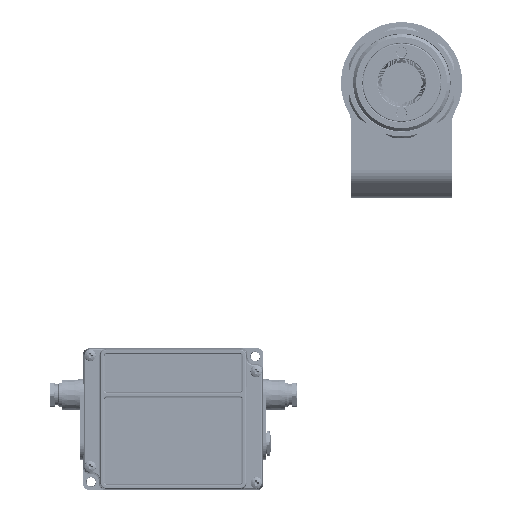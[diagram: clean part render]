
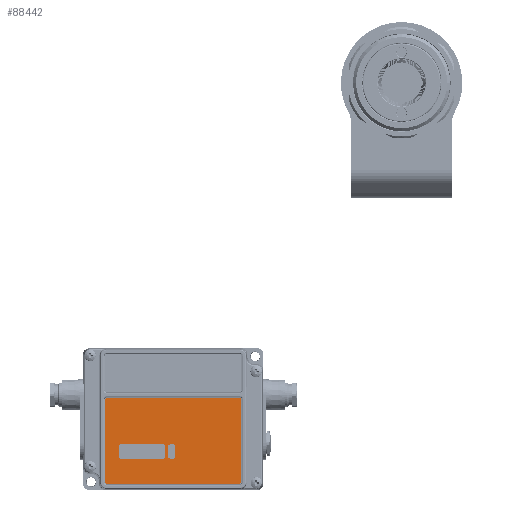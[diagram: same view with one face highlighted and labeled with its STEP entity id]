
A CAD part, top view. The second image highlights one B-rep face of the part: STEP entity #88442.
In plain terms, the highlighted planar face has unit normal (0, 0, 1).
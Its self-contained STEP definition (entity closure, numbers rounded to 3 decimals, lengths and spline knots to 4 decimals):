
#6447=LINE($,#155817,#12435);
#6448=LINE($,#155821,#12436);
#6449=LINE($,#155825,#12437);
#6450=LINE($,#155828,#12438);
#6451=LINE($,#155831,#12439);
#6452=LINE($,#155835,#12440);
#6453=LINE($,#155839,#12441);
#6454=LINE($,#155843,#12442);
#6455=LINE($,#155847,#12443);
#6456=LINE($,#155851,#12444);
#6457=LINE($,#155855,#12445);
#6458=LINE($,#155859,#12446);
#12435=VECTOR($,#120278,4.125);
#12436=VECTOR($,#120281,6.6);
#12437=VECTOR($,#120284,4.125);
#12438=VECTOR($,#120287,6.6);
#12439=VECTOR($,#120288,2.1);
#12440=VECTOR($,#120291,0.5);
#12441=VECTOR($,#120294,2.1);
#12442=VECTOR($,#120297,0.5);
#12443=VECTOR($,#120300,0.5);
#12444=VECTOR($,#120303,0.15);
#12445=VECTOR($,#120306,0.5);
#12446=VECTOR($,#120309,0.15);
#15840=PLANE($,#97477);
#19657=FACE_BOUND($,#30938,.T.);
#19658=FACE_BOUND($,#30939,.T.);
#24217=FACE_OUTER_BOUND($,#30937,.T.);
#30937=EDGE_LOOP($,(#76853,#76854,#76855,#76856,#76857,#76858,#76859,#76860));
#30938=EDGE_LOOP($,(#76861,#76862,#76863,#76864,#76865,#76866,#76867,#76868));
#30939=EDGE_LOOP($,(#76869,#76870,#76871,#76872,#76873,#76874,#76875,#76876));
#35769=CIRCLE($,#97464,0.05);
#35781=CIRCLE($,#97478,0.05);
#35782=CIRCLE($,#97479,0.05);
#35783=CIRCLE($,#97480,0.05);
#35784=CIRCLE($,#97481,0.1);
#35785=CIRCLE($,#97482,0.1);
#35786=CIRCLE($,#97483,0.1);
#35787=CIRCLE($,#97484,0.1);
#35788=CIRCLE($,#97485,0.1);
#35789=CIRCLE($,#97486,0.1);
#35790=CIRCLE($,#97487,0.1);
#35791=CIRCLE($,#97488,0.1);
#43599=VERTEX_POINT($,#155764);
#43600=VERTEX_POINT($,#155766);
#43623=VERTEX_POINT($,#155816);
#43624=VERTEX_POINT($,#155818);
#43625=VERTEX_POINT($,#155820);
#43626=VERTEX_POINT($,#155822);
#43627=VERTEX_POINT($,#155824);
#43628=VERTEX_POINT($,#155826);
#43629=VERTEX_POINT($,#155829);
#43630=VERTEX_POINT($,#155830);
#43631=VERTEX_POINT($,#155832);
#43632=VERTEX_POINT($,#155834);
#43633=VERTEX_POINT($,#155836);
#43634=VERTEX_POINT($,#155838);
#43635=VERTEX_POINT($,#155840);
#43636=VERTEX_POINT($,#155842);
#43637=VERTEX_POINT($,#155845);
#43638=VERTEX_POINT($,#155846);
#43639=VERTEX_POINT($,#155848);
#43640=VERTEX_POINT($,#155850);
#43641=VERTEX_POINT($,#155852);
#43642=VERTEX_POINT($,#155854);
#43643=VERTEX_POINT($,#155856);
#43644=VERTEX_POINT($,#155858);
#54997=EDGE_CURVE($,#43600,#43599,#35769,.T.);
#55022=EDGE_CURVE($,#43599,#43623,#6447,.T.);
#55023=EDGE_CURVE($,#43623,#43624,#35781,.T.);
#55024=EDGE_CURVE($,#43624,#43625,#6448,.T.);
#55025=EDGE_CURVE($,#43625,#43626,#35782,.T.);
#55026=EDGE_CURVE($,#43626,#43627,#6449,.T.);
#55027=EDGE_CURVE($,#43627,#43628,#35783,.T.);
#55028=EDGE_CURVE($,#43628,#43600,#6450,.T.);
#55029=EDGE_CURVE($,#43629,#43630,#6451,.T.);
#55030=EDGE_CURVE($,#43631,#43629,#35784,.T.);
#55031=EDGE_CURVE($,#43632,#43631,#6452,.T.);
#55032=EDGE_CURVE($,#43633,#43632,#35785,.T.);
#55033=EDGE_CURVE($,#43634,#43633,#6453,.T.);
#55034=EDGE_CURVE($,#43635,#43634,#35786,.T.);
#55035=EDGE_CURVE($,#43636,#43635,#6454,.T.);
#55036=EDGE_CURVE($,#43630,#43636,#35787,.T.);
#55037=EDGE_CURVE($,#43637,#43638,#6455,.T.);
#55038=EDGE_CURVE($,#43639,#43637,#35788,.T.);
#55039=EDGE_CURVE($,#43640,#43639,#6456,.T.);
#55040=EDGE_CURVE($,#43641,#43640,#35789,.T.);
#55041=EDGE_CURVE($,#43642,#43641,#6457,.T.);
#55042=EDGE_CURVE($,#43643,#43642,#35790,.T.);
#55043=EDGE_CURVE($,#43644,#43643,#6458,.T.);
#55044=EDGE_CURVE($,#43638,#43644,#35791,.T.);
#76853=ORIENTED_EDGE($,*,*,#54997,.T.);
#76854=ORIENTED_EDGE($,*,*,#55022,.T.);
#76855=ORIENTED_EDGE($,*,*,#55023,.T.);
#76856=ORIENTED_EDGE($,*,*,#55024,.T.);
#76857=ORIENTED_EDGE($,*,*,#55025,.T.);
#76858=ORIENTED_EDGE($,*,*,#55026,.T.);
#76859=ORIENTED_EDGE($,*,*,#55027,.T.);
#76860=ORIENTED_EDGE($,*,*,#55028,.T.);
#76861=ORIENTED_EDGE($,*,*,#55029,.F.);
#76862=ORIENTED_EDGE($,*,*,#55030,.F.);
#76863=ORIENTED_EDGE($,*,*,#55031,.F.);
#76864=ORIENTED_EDGE($,*,*,#55032,.F.);
#76865=ORIENTED_EDGE($,*,*,#55033,.F.);
#76866=ORIENTED_EDGE($,*,*,#55034,.F.);
#76867=ORIENTED_EDGE($,*,*,#55035,.F.);
#76868=ORIENTED_EDGE($,*,*,#55036,.F.);
#76869=ORIENTED_EDGE($,*,*,#55037,.F.);
#76870=ORIENTED_EDGE($,*,*,#55038,.F.);
#76871=ORIENTED_EDGE($,*,*,#55039,.F.);
#76872=ORIENTED_EDGE($,*,*,#55040,.F.);
#76873=ORIENTED_EDGE($,*,*,#55041,.F.);
#76874=ORIENTED_EDGE($,*,*,#55042,.F.);
#76875=ORIENTED_EDGE($,*,*,#55043,.F.);
#76876=ORIENTED_EDGE($,*,*,#55044,.F.);
#88442=ADVANCED_FACE($,(#24217,#19657,#19658),#15840,.T.);
#97464=AXIS2_PLACEMENT_3D($,#155767,#120237,#120238);
#97477=AXIS2_PLACEMENT_3D($,#155815,#120276,#120277);
#97478=AXIS2_PLACEMENT_3D($,#155819,#120279,#120280);
#97479=AXIS2_PLACEMENT_3D($,#155823,#120282,#120283);
#97480=AXIS2_PLACEMENT_3D($,#155827,#120285,#120286);
#97481=AXIS2_PLACEMENT_3D($,#155833,#120289,#120290);
#97482=AXIS2_PLACEMENT_3D($,#155837,#120292,#120293);
#97483=AXIS2_PLACEMENT_3D($,#155841,#120295,#120296);
#97484=AXIS2_PLACEMENT_3D($,#155844,#120298,#120299);
#97485=AXIS2_PLACEMENT_3D($,#155849,#120301,#120302);
#97486=AXIS2_PLACEMENT_3D($,#155853,#120304,#120305);
#97487=AXIS2_PLACEMENT_3D($,#155857,#120307,#120308);
#97488=AXIS2_PLACEMENT_3D($,#155860,#120310,#120311);
#120237=DIRECTION('center_axis',(0.,0.,1.));
#120238=DIRECTION('ref_axis',(0.,1.,0.));
#120276=DIRECTION('center_axis',(0.,0.,1.));
#120277=DIRECTION('ref_axis',(0.,1.,0.));
#120278=DIRECTION($,(0.,1.,0.));
#120279=DIRECTION('center_axis',(0.,0.,1.));
#120280=DIRECTION('ref_axis',(0.,1.,0.));
#120281=DIRECTION($,(-1.,0.,0.));
#120282=DIRECTION('center_axis',(0.,0.,1.));
#120283=DIRECTION('ref_axis',(0.,1.,0.));
#120284=DIRECTION($,(0.,-1.,0.));
#120285=DIRECTION('center_axis',(0.,0.,1.));
#120286=DIRECTION('ref_axis',(0.,1.,0.));
#120287=DIRECTION($,(1.,0.,0.));
#120288=DIRECTION($,(1.,0.,0.));
#120289=DIRECTION('center_axis',(0.,0.,1.));
#120290=DIRECTION('ref_axis',(0.,1.,0.));
#120291=DIRECTION($,(0.,-1.,0.));
#120292=DIRECTION('center_axis',(0.,0.,1.));
#120293=DIRECTION('ref_axis',(0.,1.,0.));
#120294=DIRECTION($,(-1.,0.,0.));
#120295=DIRECTION('center_axis',(0.,0.,1.));
#120296=DIRECTION('ref_axis',(0.,1.,0.));
#120297=DIRECTION($,(0.,1.,0.));
#120298=DIRECTION('center_axis',(0.,0.,1.));
#120299=DIRECTION('ref_axis',(0.,1.,0.));
#120300=DIRECTION($,(0.,1.,0.));
#120301=DIRECTION('center_axis',(0.,0.,1.));
#120302=DIRECTION('ref_axis',(0.,1.,0.));
#120303=DIRECTION($,(1.,0.,0.));
#120304=DIRECTION('center_axis',(0.,0.,1.));
#120305=DIRECTION('ref_axis',(0.,1.,0.));
#120306=DIRECTION($,(0.,-1.,0.));
#120307=DIRECTION('center_axis',(0.,0.,1.));
#120308=DIRECTION('ref_axis',(0.,1.,0.));
#120309=DIRECTION($,(-1.,0.,0.));
#120310=DIRECTION('center_axis',(0.,0.,1.));
#120311=DIRECTION('ref_axis',(0.,1.,0.));
#155764=CARTESIAN_POINT('',(3.35,-3.135,1.58));
#155766=CARTESIAN_POINT('',(3.3,-3.185,1.58));
#155767=CARTESIAN_POINT('Origin',(3.3,-3.135,1.58));
#155815=CARTESIAN_POINT('Origin',(3.3,-3.135,1.58));
#155816=CARTESIAN_POINT('',(3.35,0.99,1.58));
#155817=CARTESIAN_POINT($,(3.35,0.99,1.58));
#155818=CARTESIAN_POINT('',(3.3,1.04,1.58));
#155819=CARTESIAN_POINT('Origin',(3.3,0.99,1.58));
#155820=CARTESIAN_POINT('',(-3.3,1.04,1.58));
#155821=CARTESIAN_POINT($,(3.3,1.04,1.58));
#155822=CARTESIAN_POINT('',(-3.35,0.99,1.58));
#155823=CARTESIAN_POINT('Origin',(-3.3,0.99,1.58));
#155824=CARTESIAN_POINT('',(-3.35,-3.135,1.58));
#155825=CARTESIAN_POINT($,(-3.35,0.99,1.58));
#155826=CARTESIAN_POINT('',(-3.3,-3.185,1.58));
#155827=CARTESIAN_POINT('Origin',(-3.3,-3.135,1.58));
#155828=CARTESIAN_POINT($,(3.3,-3.185,1.58));
#155829=CARTESIAN_POINT('',(-2.6,-1.95,1.58));
#155830=CARTESIAN_POINT('',(-0.5,-1.95,1.58));
#155831=CARTESIAN_POINT($,(-0.5,-1.95,1.58));
#155832=CARTESIAN_POINT('',(-2.7,-1.85,1.58));
#155833=CARTESIAN_POINT('Origin',(-2.6,-1.85,1.58));
#155834=CARTESIAN_POINT('',(-2.7,-1.35,1.58));
#155835=CARTESIAN_POINT($,(-2.7,-1.85,1.58));
#155836=CARTESIAN_POINT('',(-2.6,-1.25,1.58));
#155837=CARTESIAN_POINT('Origin',(-2.6,-1.35,1.58));
#155838=CARTESIAN_POINT('',(-0.5,-1.25,1.58));
#155839=CARTESIAN_POINT($,(-0.5,-1.25,1.58));
#155840=CARTESIAN_POINT('',(-0.4,-1.35,1.58));
#155841=CARTESIAN_POINT('Origin',(-0.5,-1.35,1.58));
#155842=CARTESIAN_POINT('',(-0.4,-1.85,1.58));
#155843=CARTESIAN_POINT($,(-0.4,-1.85,1.58));
#155844=CARTESIAN_POINT('Origin',(-0.5,-1.85,1.58));
#155845=CARTESIAN_POINT('',(0.1,-1.85,1.58));
#155846=CARTESIAN_POINT('',(0.1,-1.35,1.58));
#155847=CARTESIAN_POINT($,(0.1,-1.85,1.58));
#155848=CARTESIAN_POINT('',(0.,-1.95,1.58));
#155849=CARTESIAN_POINT('Origin',(0.,-1.85,1.58));
#155850=CARTESIAN_POINT('',(-0.15,-1.95,1.58));
#155851=CARTESIAN_POINT($,(0.,-1.95,1.58));
#155852=CARTESIAN_POINT('',(-0.25,-1.85,1.58));
#155853=CARTESIAN_POINT('Origin',(-0.15,-1.85,1.58));
#155854=CARTESIAN_POINT('',(-0.25,-1.35,1.58));
#155855=CARTESIAN_POINT($,(-0.25,-1.85,1.58));
#155856=CARTESIAN_POINT('',(-0.15,-1.25,1.58));
#155857=CARTESIAN_POINT('Origin',(-0.15,-1.35,1.58));
#155858=CARTESIAN_POINT('',(0.,-1.25,1.58));
#155859=CARTESIAN_POINT($,(0.,-1.25,1.58));
#155860=CARTESIAN_POINT('Origin',(0.,-1.35,1.58));
